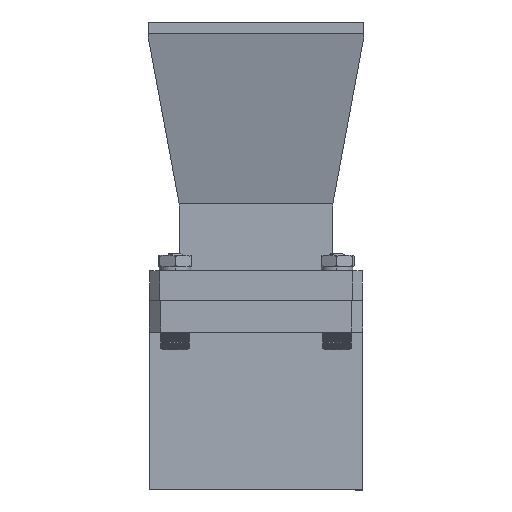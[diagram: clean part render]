
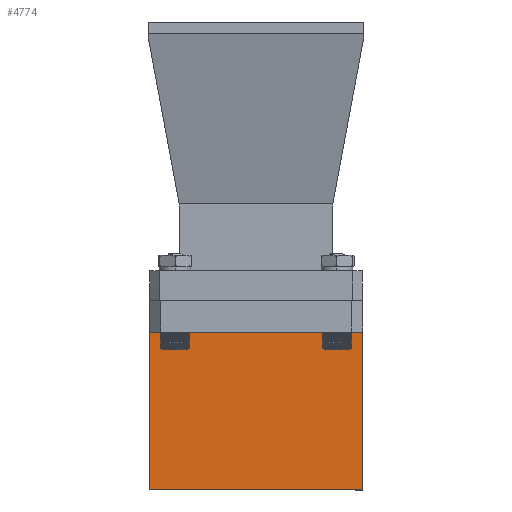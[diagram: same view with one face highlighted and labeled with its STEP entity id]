
A CAD part, front view. The second image highlights one B-rep face of the part: STEP entity #4774.
In plain terms, the highlighted planar face has unit normal (0, -1, 0).
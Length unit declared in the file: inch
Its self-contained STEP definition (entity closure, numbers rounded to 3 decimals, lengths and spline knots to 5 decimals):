
#1248 = DIRECTION ( 'NONE',  ( -1., 0., 0. ) ) ;
#1338 = LINE ( 'NONE', #16220, #14607 ) ;
#1463 = EDGE_CURVE ( 'NONE', #17168, #4995, #15337, .T. ) ;
#2304 = LINE ( 'NONE', #17278, #4380 ) ;
#2797 = CARTESIAN_POINT ( 'NONE',  ( 0.25, -0.3225, 0.844 ) ) ;
#4380 = VECTOR ( 'NONE', #9857, 39.37008 ) ;
#4397 = EDGE_CURVE ( 'NONE', #17361, #15043, #2304, .T. ) ;
#4674 = VECTOR ( 'NONE', #9568, 39.37008 ) ;
#4774 = ADVANCED_FACE ( 'NONE', ( #5787 ), #11778, .F. ) ;
#4995 = VERTEX_POINT ( 'NONE', #17119 ) ;
#5279 = VECTOR ( 'NONE', #18086, 39.37008 ) ;
#5693 = DIRECTION ( 'NONE',  ( 0., 1., 0. ) ) ;
#5787 = FACE_OUTER_BOUND ( 'NONE', #10475, .T. ) ;
#5806 = ORIENTED_EDGE ( 'NONE', *, *, #10286, .T. ) ;
#6347 = EDGE_CURVE ( 'NONE', #4995, #15043, #16156, .T. ) ;
#6542 = CARTESIAN_POINT ( 'NONE',  ( 1.5, -0.3225, 0.844 ) ) ;
#6543 = ORIENTED_EDGE ( 'NONE', *, *, #6347, .F. ) ;
#7449 = CARTESIAN_POINT ( 'NONE',  ( 1.5, -0.3225, 0.844 ) ) ;
#8414 = ORIENTED_EDGE ( 'NONE', *, *, #4397, .T. ) ;
#9155 = CARTESIAN_POINT ( 'NONE',  ( 1.5, -0.3225, -0.844 ) ) ;
#9568 = DIRECTION ( 'NONE',  ( 0., 0., -1. ) ) ;
#9857 = DIRECTION ( 'NONE',  ( 0., 0., -1. ) ) ;
#9867 = CARTESIAN_POINT ( 'NONE',  ( 1.5, -0.3225, 0.844 ) ) ;
#10286 = EDGE_CURVE ( 'NONE', #17168, #17361, #1338, .T. ) ;
#10475 = EDGE_LOOP ( 'NONE', ( #8414, #6543, #10865, #5806 ) ) ;
#10865 = ORIENTED_EDGE ( 'NONE', *, *, #1463, .F. ) ;
#11164 = CARTESIAN_POINT ( 'NONE',  ( 0.25, -0.3225, -0.844 ) ) ;
#11674 = DIRECTION ( 'NONE',  ( 0., 0., 1. ) ) ;
#11778 = PLANE ( 'NONE',  #16171 ) ;
#14607 = VECTOR ( 'NONE', #1248, 39.37008 ) ;
#15043 = VERTEX_POINT ( 'NONE', #11164 ) ;
#15337 = LINE ( 'NONE', #6542, #4674 ) ;
#16156 = LINE ( 'NONE', #9155, #5279 ) ;
#16171 = AXIS2_PLACEMENT_3D ( 'NONE', #7449, #5693, #11674 ) ;
#16220 = CARTESIAN_POINT ( 'NONE',  ( 1.5, -0.3225, 0.844 ) ) ;
#17119 = CARTESIAN_POINT ( 'NONE',  ( 1.5, -0.3225, -0.844 ) ) ;
#17168 = VERTEX_POINT ( 'NONE', #9867 ) ;
#17278 = CARTESIAN_POINT ( 'NONE',  ( 0.25, -0.3225, 0.844 ) ) ;
#17361 = VERTEX_POINT ( 'NONE', #2797 ) ;
#18086 = DIRECTION ( 'NONE',  ( -1., 0., 0. ) ) ;
